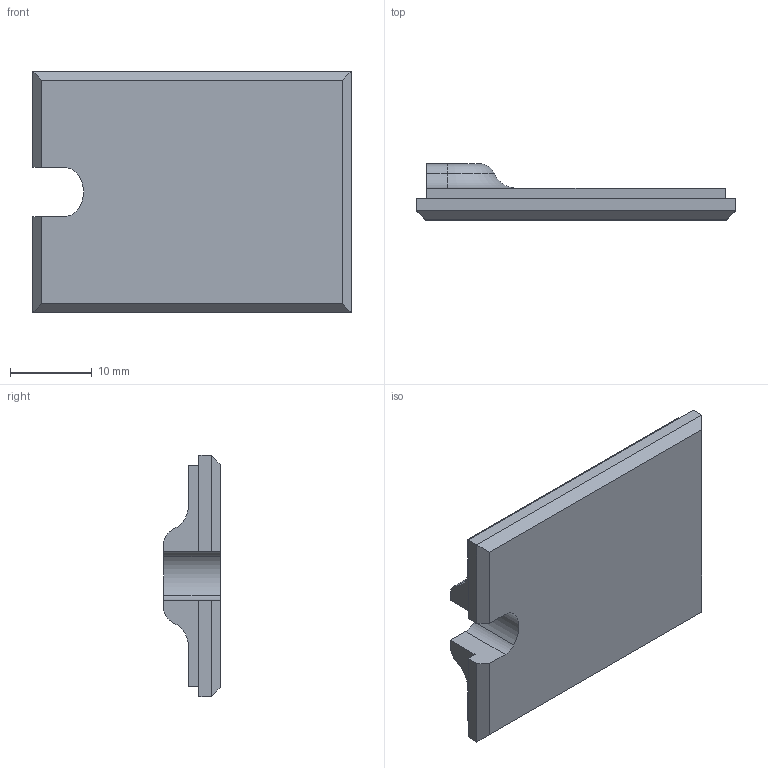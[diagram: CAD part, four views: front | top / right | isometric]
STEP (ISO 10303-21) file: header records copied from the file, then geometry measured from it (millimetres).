
FILE_DESCRIPTION (( 'STEP AP214' ), '1' );
FILE_NAME ('Window.STEP', '2023-07-02T17:04:56', ( '' ), ( '' ), 'SwSTEP 2.0', 'SolidWorks 2023', '' );
FILE_SCHEMA (( 'AUTOMOTIVE_DESIGN' ));
Length unit declared in the file: millimetre
Products named in the file (1): Window
Bounding box: 38.9 x 6.9 x 29.5 mm (x, y, z)
Volume: 4251.3 mm3; surface area: 2784.6 mm2
Topology: 1 solids, 1 shells, 30 faces, 78 edges, 50 vertices
Faces by surface type: plane 21, cylinder 7, torus 2
Entity records: 934 total; most frequent: CARTESIAN_POINT 159, DIRECTION 157, ORIENTED_EDGE 156, EDGE_CURVE 78, VECTOR 61, LINE 61, VERTEX_POINT 50, AXIS2_PLACEMENT_3D 48
